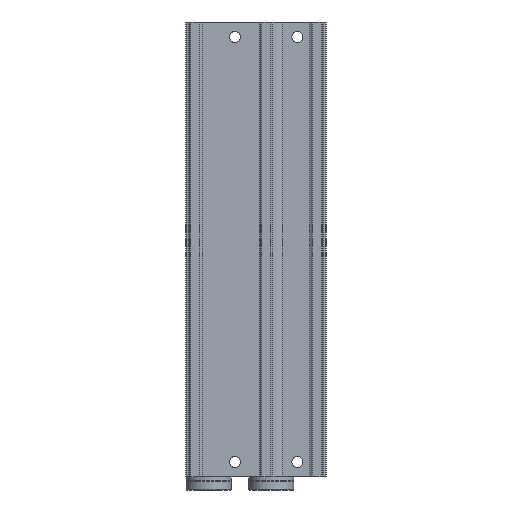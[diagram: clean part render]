
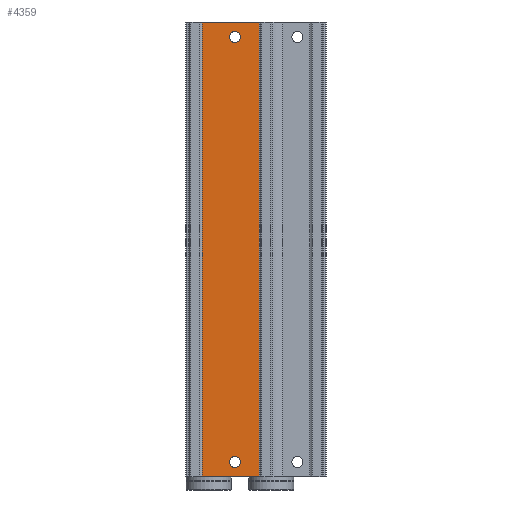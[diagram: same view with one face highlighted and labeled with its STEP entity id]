
A CAD part, front view. The second image highlights one B-rep face of the part: STEP entity #4359.
In plain terms, the highlighted planar face has unit normal (0, -1, 0).
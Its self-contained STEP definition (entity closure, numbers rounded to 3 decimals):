
#205=PLANE('',#4711);
#339=CIRCLE('',#4712,2.25);
#340=CIRCLE('',#4713,2.25);
#674=ORIENTED_EDGE('',*,*,#1796,.F.);
#675=ORIENTED_EDGE('',*,*,#1797,.F.);
#676=ORIENTED_EDGE('',*,*,#1798,.F.);
#677=ORIENTED_EDGE('',*,*,#1795,.F.);
#678=ORIENTED_EDGE('',*,*,#1799,.T.);
#679=ORIENTED_EDGE('',*,*,#1800,.T.);
#1795=EDGE_CURVE('',#2351,#2350,#2767,.T.);
#1796=EDGE_CURVE('',#2352,#2352,#339,.T.);
#1797=EDGE_CURVE('',#2353,#2353,#340,.T.);
#1798=EDGE_CURVE('',#2350,#2354,#2768,.T.);
#1799=EDGE_CURVE('',#2351,#2355,#2769,.T.);
#1800=EDGE_CURVE('',#2355,#2354,#2770,.T.);
#2350=VERTEX_POINT('',#7081);
#2351=VERTEX_POINT('',#7083);
#2352=VERTEX_POINT('',#7087);
#2353=VERTEX_POINT('',#7089);
#2354=VERTEX_POINT('',#7091);
#2355=VERTEX_POINT('',#7093);
#2767=LINE('',#7084,#3049);
#2768=LINE('',#7090,#3050);
#2769=LINE('',#7092,#3051);
#2770=LINE('',#7094,#3052);
#3049=VECTOR('',#5336,1000.);
#3050=VECTOR('',#5343,1000.);
#3051=VECTOR('',#5344,1000.);
#3052=VECTOR('',#5345,1000.);
#3334=EDGE_LOOP('',(#674));
#3335=EDGE_LOOP('',(#675));
#3336=EDGE_LOOP('',(#676,#677,#678,#679));
#3796=FACE_BOUND('',#3334,.T.);
#3797=FACE_BOUND('',#3335,.T.);
#3798=FACE_BOUND('',#3336,.T.);
#4359=ADVANCED_FACE('',(#3796,#3797,#3798),#205,.T.);
#4711=AXIS2_PLACEMENT_3D('',#7085,#5337,#5338);
#4712=AXIS2_PLACEMENT_3D('',#7086,#5339,#5340);
#4713=AXIS2_PLACEMENT_3D('',#7088,#5341,#5342);
#5336=DIRECTION('',(0.,0.,1.));
#5337=DIRECTION('',(0.,-1.,0.));
#5338=DIRECTION('',(0.,0.,-1.));
#5339=DIRECTION('',(0.,-1.,0.));
#5340=DIRECTION('',(0.,0.,-1.));
#5341=DIRECTION('',(0.,-1.,0.));
#5342=DIRECTION('',(0.,0.,-1.));
#5343=DIRECTION('',(1.,0.,0.));
#5344=DIRECTION('',(1.,0.,0.));
#5345=DIRECTION('',(0.,0.,1.));
#7081=CARTESIAN_POINT('',(-27.6,6.5,0.));
#7083=CARTESIAN_POINT('',(-27.6,6.5,-182.));
#7084=CARTESIAN_POINT('',(-27.6,6.5,-182.));
#7085=CARTESIAN_POINT('',(-27.6,6.5,-182.));
#7086=CARTESIAN_POINT('',(-14.5,6.5,-176.));
#7087=CARTESIAN_POINT('',(-14.5,6.5,-178.25));
#7088=CARTESIAN_POINT('',(-14.5,6.5,-6.));
#7089=CARTESIAN_POINT('',(-14.5,6.5,-8.25));
#7090=CARTESIAN_POINT('',(-27.6,6.5,0.));
#7091=CARTESIAN_POINT('',(-4.75,6.5,0.));
#7092=CARTESIAN_POINT('',(-27.6,6.5,-182.));
#7093=CARTESIAN_POINT('',(-4.75,6.5,-182.));
#7094=CARTESIAN_POINT('',(-4.75,6.5,-182.));
